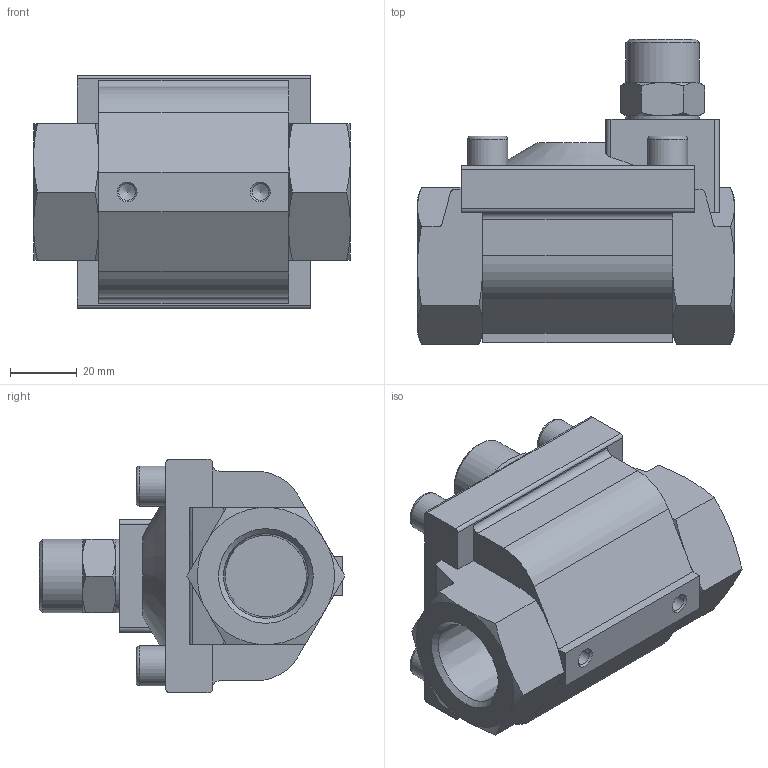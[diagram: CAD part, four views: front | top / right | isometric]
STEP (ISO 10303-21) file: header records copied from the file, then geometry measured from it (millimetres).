
FILE_DESCRIPTION(/* description */ ('STEP AP214'),/* implementation_level */ '2;1');
FILE_NAME(/* name */ '34925_VLX-2-3_4-MS-NPT',/* time_stamp */ '2024-09-16T15:41:26+02:00',/* author */ ('License CC BY-ND 4.0'),/* organization */ ('CADENAS'),/* preprocessor_version */ 'ST-DEVELOPER v19.3',/* originating_system */ 'PARTsolutions',/* authorisation */ ' ');
FILE_SCHEMA (('AUTOMOTIVE_DESIGN {1 0 10303 214 3 1 1}'));
Length unit declared in the file: millimetre
Products named in the file (1): 34925 VLX-2-3/4-MS-NPT
Bounding box: 95 x 91.67 x 70 mm (x, y, z)
Volume: 252259.8 mm3; surface area: 33213.2 mm2
Topology: 1 solids, 1 shells, 171 faces, 437 edges, 280 vertices
Faces by surface type: plane 97, cone 41, cylinder 29, torus 4
Full cylindrical faces by diameter (mm): 4.134 x1, 4.917 x2, 12 x4, 22 x2
Entity records: 6291 total; most frequent: CARTESIAN_POINT 1064, ORIENTED_EDGE 824, DIRECTION 798, EDGE_CURVE 412, VERTEX_POINT 280, AXIS2_PLACEMENT_3D 280, LINE 238, VECTOR 238
